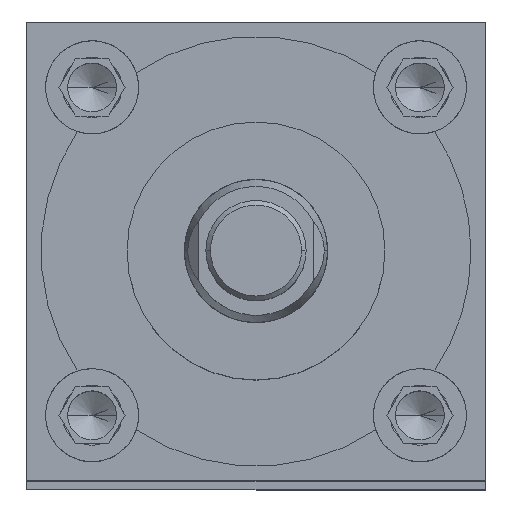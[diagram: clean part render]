
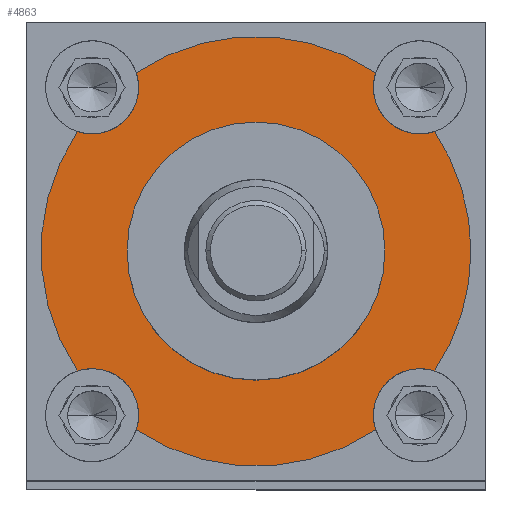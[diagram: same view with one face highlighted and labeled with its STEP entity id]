
A CAD part, top view. The second image highlights one B-rep face of the part: STEP entity #4863.
In plain terms, the highlighted planar face has unit normal (0, 0, 1).
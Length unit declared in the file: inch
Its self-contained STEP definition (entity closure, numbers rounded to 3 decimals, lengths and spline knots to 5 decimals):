
#131 = EDGE_CURVE ( 'NONE', #2070, #4381, #2136, .T. ) ;
#158 = AXIS2_PLACEMENT_3D ( 'NONE', #3964, #2948, #2497 ) ;
#161 = ORIENTED_EDGE ( 'NONE', *, *, #5789, .T. ) ;
#200 = VERTEX_POINT ( 'NONE', #4779 ) ;
#250 = DIRECTION ( 'NONE',  ( 0., 0., 1. ) ) ;
#297 = ORIENTED_EDGE ( 'NONE', *, *, #4721, .F. ) ;
#314 = CARTESIAN_POINT ( 'NONE',  ( 0.715, -0.715, 23.62 ) ) ;
#361 = AXIS2_PLACEMENT_3D ( 'NONE', #5277, #4254, #3728 ) ;
#380 = CIRCLE ( 'NONE', #2859, 0.203 ) ;
#419 = EDGE_CURVE ( 'NONE', #5324, #6395, #1989, .T. ) ;
#451 = CARTESIAN_POINT ( 'NONE',  ( 0., 0., 23.62 ) ) ;
#486 = DIRECTION ( 'NONE',  ( 0., 0., 1. ) ) ;
#537 = DIRECTION ( 'NONE',  ( 1., 0., 0. ) ) ;
#553 = ORIENTED_EDGE ( 'NONE', *, *, #4907, .F. ) ;
#657 = CIRCLE ( 'NONE', #6333, 0.5625 ) ;
#662 = AXIS2_PLACEMENT_3D ( 'NONE', #1042, #5045, #537 ) ;
#700 = AXIS2_PLACEMENT_3D ( 'NONE', #5725, #3827, #4773 ) ;
#725 = CARTESIAN_POINT ( 'NONE',  ( 0., 0., 23.62 ) ) ;
#734 = CARTESIAN_POINT ( 'NONE',  ( -0.77859, -0.52222, 23.62 ) ) ;
#907 = AXIS2_PLACEMENT_3D ( 'NONE', #1924, #4888, #5494 ) ;
#948 = ORIENTED_EDGE ( 'NONE', *, *, #2628, .F. ) ;
#949 = CARTESIAN_POINT ( 'NONE',  ( 0.5625, 0., 23.62 ) ) ;
#963 = ORIENTED_EDGE ( 'NONE', *, *, #419, .T. ) ;
#1042 = CARTESIAN_POINT ( 'NONE',  ( 0., 0., 23.62 ) ) ;
#1044 = DIRECTION ( 'NONE',  ( 1., 0., 0. ) ) ;
#1151 = EDGE_LOOP ( 'NONE', ( #6235, #6190 ) ) ;
#1181 = DIRECTION ( 'NONE',  ( 1., 0., 0. ) ) ;
#1193 = AXIS2_PLACEMENT_3D ( 'NONE', #6236, #250, #1181 ) ;
#1201 = CIRCLE ( 'NONE', #5959, 0.203 ) ;
#1328 = CARTESIAN_POINT ( 'NONE',  ( 0., 0., 23.62 ) ) ;
#1347 = VERTEX_POINT ( 'NONE', #2806 ) ;
#1407 = AXIS2_PLACEMENT_3D ( 'NONE', #1328, #5293, #2701 ) ;
#1449 = EDGE_CURVE ( 'NONE', #3763, #2712, #3146, .T. ) ;
#1475 = CARTESIAN_POINT ( 'NONE',  ( 0.715, -0.715, 23.62 ) ) ;
#1495 = DIRECTION ( 'NONE',  ( 1., 0., 0. ) ) ;
#1529 = DIRECTION ( 'NONE',  ( 0., 0., 1. ) ) ;
#1563 = ORIENTED_EDGE ( 'NONE', *, *, #4239, .F. ) ;
#1577 = DIRECTION ( 'NONE',  ( 0., 0., 1. ) ) ;
#1589 = EDGE_CURVE ( 'NONE', #2712, #3763, #657, .T. ) ;
#1617 = CIRCLE ( 'NONE', #3288, 0.9375 ) ;
#1824 = CARTESIAN_POINT ( 'NONE',  ( 0.77859, -0.52222, 23.62 ) ) ;
#1837 = CARTESIAN_POINT ( 'NONE',  ( 0.9375, 0., 23.62 ) ) ;
#1875 = VERTEX_POINT ( 'NONE', #6389 ) ;
#1924 = CARTESIAN_POINT ( 'NONE',  ( 0., 0., 23.62 ) ) ;
#1931 = CIRCLE ( 'NONE', #1407, 0.9375 ) ;
#1989 = CIRCLE ( 'NONE', #5116, 0.9375 ) ;
#2051 = ORIENTED_EDGE ( 'NONE', *, *, #6387, .F. ) ;
#2070 = VERTEX_POINT ( 'NONE', #5378 ) ;
#2136 = CIRCLE ( 'NONE', #700, 0.203 ) ;
#2198 = CARTESIAN_POINT ( 'NONE',  ( -0.512, 0.715, 23.62 ) ) ;
#2331 = VERTEX_POINT ( 'NONE', #6087 ) ;
#2393 = DIRECTION ( 'NONE',  ( 1., 0., 0. ) ) ;
#2414 = EDGE_CURVE ( 'NONE', #4381, #1875, #4206, .T. ) ;
#2418 = DIRECTION ( 'NONE',  ( 1., 0., 0. ) ) ;
#2444 = DIRECTION ( 'NONE',  ( 0., 0., 1. ) ) ;
#2497 = DIRECTION ( 'NONE',  ( 1., 0., 0. ) ) ;
#2555 = CARTESIAN_POINT ( 'NONE',  ( -0.715, 0.715, 23.62 ) ) ;
#2628 = EDGE_CURVE ( 'NONE', #6126, #3124, #5990, .T. ) ;
#2701 = DIRECTION ( 'NONE',  ( 1., 0., 0. ) ) ;
#2712 = VERTEX_POINT ( 'NONE', #3775 ) ;
#2743 = CIRCLE ( 'NONE', #361, 0.203 ) ;
#2806 = CARTESIAN_POINT ( 'NONE',  ( -0.52222, -0.77859, 23.62 ) ) ;
#2859 = AXIS2_PLACEMENT_3D ( 'NONE', #1475, #3468, #2393 ) ;
#2931 = DIRECTION ( 'NONE',  ( 1., 0., 0. ) ) ;
#2948 = DIRECTION ( 'NONE',  ( 0., 0., 1. ) ) ;
#3000 = DIRECTION ( 'NONE',  ( 0., 0., 1. ) ) ;
#3124 = VERTEX_POINT ( 'NONE', #734 ) ;
#3126 = CARTESIAN_POINT ( 'NONE',  ( -0.715, -0.715, 23.62 ) ) ;
#3146 = CIRCLE ( 'NONE', #662, 0.5625 ) ;
#3172 = FACE_OUTER_BOUND ( 'NONE', #5664, .T. ) ;
#3263 = DIRECTION ( 'NONE',  ( 0., 0., 1. ) ) ;
#3288 = AXIS2_PLACEMENT_3D ( 'NONE', #6363, #5491, #1495 ) ;
#3344 = EDGE_CURVE ( 'NONE', #6395, #1875, #3714, .T. ) ;
#3457 = ORIENTED_EDGE ( 'NONE', *, *, #2414, .F. ) ;
#3468 = DIRECTION ( 'NONE',  ( 0., 0., 1. ) ) ;
#3637 = DIRECTION ( 'NONE',  ( 1., 0., 0. ) ) ;
#3649 = DIRECTION ( 'NONE',  ( 0., 0., 1. ) ) ;
#3714 = CIRCLE ( 'NONE', #907, 0.9375 ) ;
#3728 = DIRECTION ( 'NONE',  ( 1., 0., 0. ) ) ;
#3763 = VERTEX_POINT ( 'NONE', #949 ) ;
#3775 = CARTESIAN_POINT ( 'NONE',  ( -0.5625, 0., 23.62 ) ) ;
#3827 = DIRECTION ( 'NONE',  ( 0., 0., 1. ) ) ;
#3964 = CARTESIAN_POINT ( 'NONE',  ( -0.715, 0.715, 23.62 ) ) ;
#4038 = CARTESIAN_POINT ( 'NONE',  ( -0.512, -0.715, 23.62 ) ) ;
#4090 = DIRECTION ( 'NONE',  ( 1., 0., 0. ) ) ;
#4098 = CARTESIAN_POINT ( 'NONE',  ( 0.512, 0.715, 23.62 ) ) ;
#4149 = ORIENTED_EDGE ( 'NONE', *, *, #131, .F. ) ;
#4185 = PLANE ( 'NONE',  #1193 ) ;
#4206 = CIRCLE ( 'NONE', #5231, 0.203 ) ;
#4239 = EDGE_CURVE ( 'NONE', #6243, #4801, #6157, .T. ) ;
#4254 = DIRECTION ( 'NONE',  ( 0., 0., 1. ) ) ;
#4256 = CARTESIAN_POINT ( 'NONE',  ( 0.715, 0.715, 23.62 ) ) ;
#4332 = EDGE_CURVE ( 'NONE', #1347, #2331, #4515, .T. ) ;
#4341 = ORIENTED_EDGE ( 'NONE', *, *, #3344, .T. ) ;
#4344 = VERTEX_POINT ( 'NONE', #5130 ) ;
#4381 = VERTEX_POINT ( 'NONE', #4098 ) ;
#4414 = AXIS2_PLACEMENT_3D ( 'NONE', #5991, #1577, #3637 ) ;
#4515 = CIRCLE ( 'NONE', #4414, 0.9375 ) ;
#4703 = FACE_BOUND ( 'NONE', #1151, .T. ) ;
#4721 = EDGE_CURVE ( 'NONE', #200, #6243, #5945, .T. ) ;
#4730 = ORIENTED_EDGE ( 'NONE', *, *, #5264, .F. ) ;
#4773 = DIRECTION ( 'NONE',  ( 1., 0., 0. ) ) ;
#4779 = CARTESIAN_POINT ( 'NONE',  ( -0.77859, 0.52222, 23.62 ) ) ;
#4801 = VERTEX_POINT ( 'NONE', #5533 ) ;
#4863 = ADVANCED_FACE ( 'NONE', ( #3172, #4703 ), #4185, .T. ) ;
#4888 = DIRECTION ( 'NONE',  ( 0., 0., 1. ) ) ;
#4907 = EDGE_CURVE ( 'NONE', #1347, #6126, #2743, .T. ) ;
#5045 = DIRECTION ( 'NONE',  ( 0., 0., 1. ) ) ;
#5069 = ORIENTED_EDGE ( 'NONE', *, *, #4332, .T. ) ;
#5116 = AXIS2_PLACEMENT_3D ( 'NONE', #451, #486, #2418 ) ;
#5130 = CARTESIAN_POINT ( 'NONE',  ( 0.512, -0.715, 23.62 ) ) ;
#5231 = AXIS2_PLACEMENT_3D ( 'NONE', #4256, #2444, #2931 ) ;
#5264 = EDGE_CURVE ( 'NONE', #4344, #2331, #1201, .T. ) ;
#5277 = CARTESIAN_POINT ( 'NONE',  ( -0.715, -0.715, 23.62 ) ) ;
#5293 = DIRECTION ( 'NONE',  ( 0., 0., 1. ) ) ;
#5324 = VERTEX_POINT ( 'NONE', #1824 ) ;
#5378 = CARTESIAN_POINT ( 'NONE',  ( 0.52222, 0.77859, 23.62 ) ) ;
#5437 = AXIS2_PLACEMENT_3D ( 'NONE', #2555, #3000, #4090 ) ;
#5445 = EDGE_CURVE ( 'NONE', #2070, #4801, #1617, .T. ) ;
#5491 = DIRECTION ( 'NONE',  ( 0., 0., 1. ) ) ;
#5494 = DIRECTION ( 'NONE',  ( 1., 0., 0. ) ) ;
#5533 = CARTESIAN_POINT ( 'NONE',  ( -0.52222, 0.77859, 23.62 ) ) ;
#5664 = EDGE_LOOP ( 'NONE', ( #2051, #963, #4341, #3457, #4149, #5716, #1563, #297, #161, #948, #553, #5069, #4730 ) ) ;
#5716 = ORIENTED_EDGE ( 'NONE', *, *, #5445, .T. ) ;
#5725 = CARTESIAN_POINT ( 'NONE',  ( 0.715, 0.715, 23.62 ) ) ;
#5782 = DIRECTION ( 'NONE',  ( 1., 0., 0. ) ) ;
#5789 = EDGE_CURVE ( 'NONE', #200, #3124, #1931, .T. ) ;
#5945 = CIRCLE ( 'NONE', #5437, 0.203 ) ;
#5959 = AXIS2_PLACEMENT_3D ( 'NONE', #314, #3263, #5782 ) ;
#5990 = CIRCLE ( 'NONE', #6404, 0.203 ) ;
#5991 = CARTESIAN_POINT ( 'NONE',  ( 0., 0., 23.62 ) ) ;
#6087 = CARTESIAN_POINT ( 'NONE',  ( 0.52222, -0.77859, 23.62 ) ) ;
#6126 = VERTEX_POINT ( 'NONE', #4038 ) ;
#6157 = CIRCLE ( 'NONE', #158, 0.203 ) ;
#6190 = ORIENTED_EDGE ( 'NONE', *, *, #1449, .F. ) ;
#6223 = DIRECTION ( 'NONE',  ( 1., 0., 0. ) ) ;
#6235 = ORIENTED_EDGE ( 'NONE', *, *, #1589, .F. ) ;
#6236 = CARTESIAN_POINT ( 'NONE',  ( 0., 0., 23.62 ) ) ;
#6243 = VERTEX_POINT ( 'NONE', #2198 ) ;
#6333 = AXIS2_PLACEMENT_3D ( 'NONE', #725, #3649, #6223 ) ;
#6363 = CARTESIAN_POINT ( 'NONE',  ( 0., 0., 23.62 ) ) ;
#6387 = EDGE_CURVE ( 'NONE', #5324, #4344, #380, .T. ) ;
#6389 = CARTESIAN_POINT ( 'NONE',  ( 0.77859, 0.52222, 23.62 ) ) ;
#6395 = VERTEX_POINT ( 'NONE', #1837 ) ;
#6404 = AXIS2_PLACEMENT_3D ( 'NONE', #3126, #1529, #1044 ) ;
